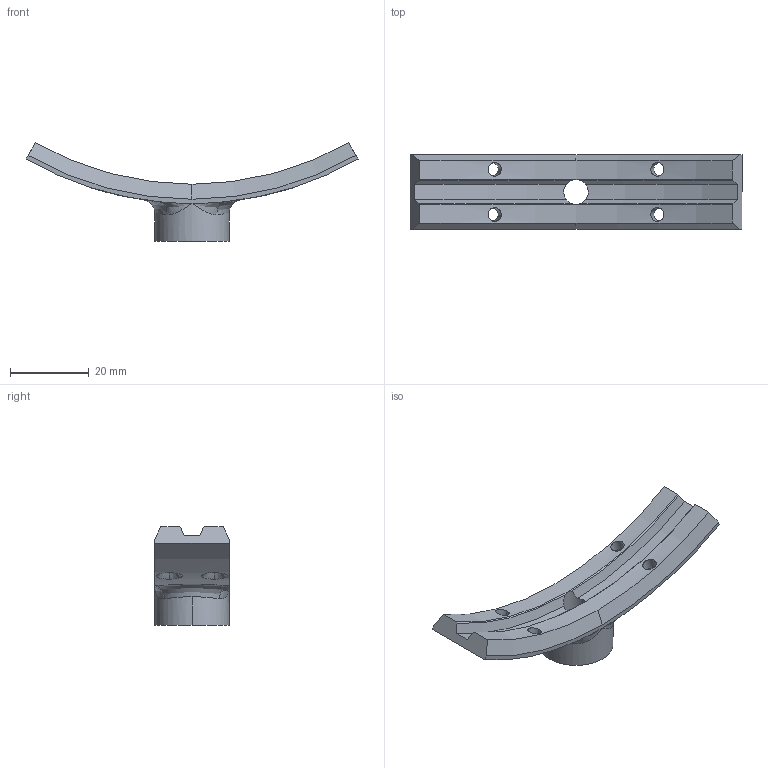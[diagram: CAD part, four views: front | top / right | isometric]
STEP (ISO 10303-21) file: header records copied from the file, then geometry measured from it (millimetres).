
FILE_DESCRIPTION (( 'STEP AP203' ), '1' );
FILE_NAME ('RailMountArc1u.STEP', '2019-08-30T22:43:50', ( '' ), ( '' ), 'SwSTEP 2.0', 'SolidWorks 2018', '' );
FILE_SCHEMA (( 'CONFIG_CONTROL_DESIGN' ));
Length unit declared in the file: inch
Products named in the file (1): RailMountArc1u
Bounding box: 84.12 x 18.8 x 25.08 mm (x, y, z)
Volume: 8390.3 mm3; surface area: 5128.9 mm2
Topology: 1 solids, 1 shells, 48 faces, 131 edges, 80 vertices
Faces by surface type: cone 19, cylinder 18, bspline 6, plane 5
Entity records: 2538 total; most frequent: CARTESIAN_POINT 1335, ORIENTED_EDGE 254, DIRECTION 207, EDGE_CURVE 127, AXIS2_PLACEMENT_3D 86, VERTEX_POINT 80, EDGE_LOOP 57, B_SPLINE_CURVE_WITH_KNOTS 49
